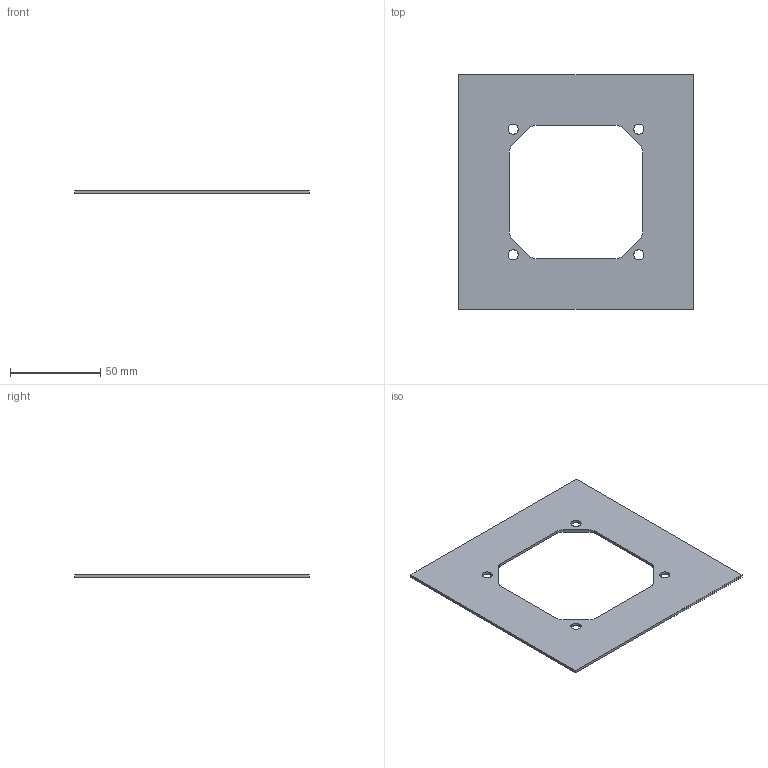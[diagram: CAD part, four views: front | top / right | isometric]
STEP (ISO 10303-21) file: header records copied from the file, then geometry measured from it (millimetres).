
FILE_DESCRIPTION(('Creo Elements/Direct Modeling STEP Export'),'2;1');
FILE_NAME('300 panel cutout.stp','2024-04-28T23:07:39',(''),(''),'Creo Elements/Direct Modeling STEP processor for AP214 (Solid Model)','Creo Elements/Direct Modeling 20.5B 27-May-2023 (C) Parametric Technology GmbH','');
FILE_SCHEMA(('AUTOMOTIVE_DESIGN { 1 0 10303 214 1 1 1 1 }'));
Length unit declared in the file: millimetre
Products named in the file (2): 300 panel cutout
Assembly tree (1 placements, depth 2):
  300 panel cutout
    300 panel cutout
Bounding box: 130 x 130 x 1.5 mm (x, y, z)
Volume: 17496.1 mm3; surface area: 24609.7 mm2
Topology: 1 solids, 1 shells, 30 faces, 84 edges, 56 vertices
Faces by surface type: cylinder 16, plane 14
Entity records: 1005 total; most frequent: ORIENTED_EDGE 168, CARTESIAN_POINT 164, DIRECTION 164, EDGE_CURVE 84, AXIS2_PLACEMENT_3D 56, VERTEX_POINT 56, VECTOR 52, LINE 52
